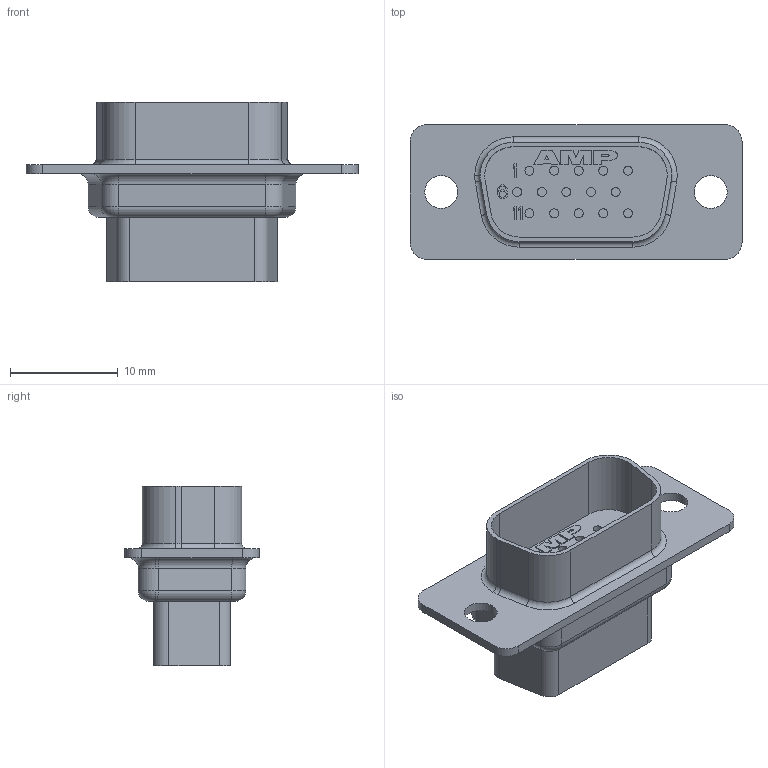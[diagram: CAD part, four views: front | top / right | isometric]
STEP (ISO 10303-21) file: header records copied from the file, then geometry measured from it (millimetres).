
FILE_DESCRIPTION (( 'STEP AP203' ), '1' );
FILE_NAME ('15P_F.STEP', '2020-10-18T11:03:51', ( '' ), ( '' ), 'SwSTEP 2.0', 'SolidWorks 2018', '' );
FILE_SCHEMA (( 'CONFIG_CONTROL_DESIGN' ));
Length unit declared in the file: millimetre
Products named in the file (1): 15P_F
Bounding box: 30.8 x 12.5 x 16.69 mm (x, y, z)
Volume: 1727.3 mm3; surface area: 1908.2 mm2
Topology: 1 solids, 1 shells, 299 faces, 733 edges, 480 vertices
Faces by surface type: plane 179, cylinder 102, torus 16, bspline 2
Entity records: 8974 total; most frequent: CARTESIAN_POINT 1611, DIRECTION 1551, ORIENTED_EDGE 1466, EDGE_CURVE 733, AXIS2_PLACEMENT_3D 524, LINE 503, VECTOR 503, VERTEX_POINT 480
